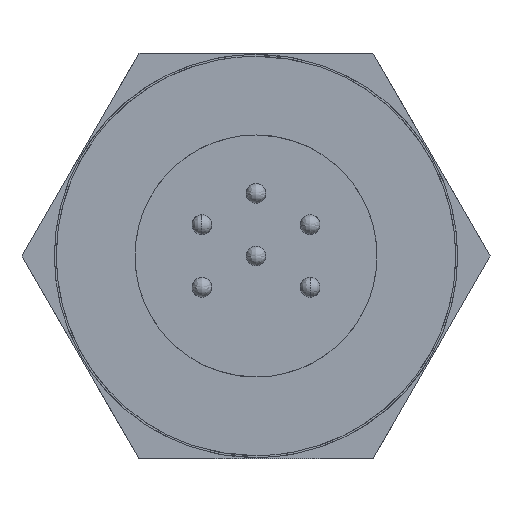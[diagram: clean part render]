
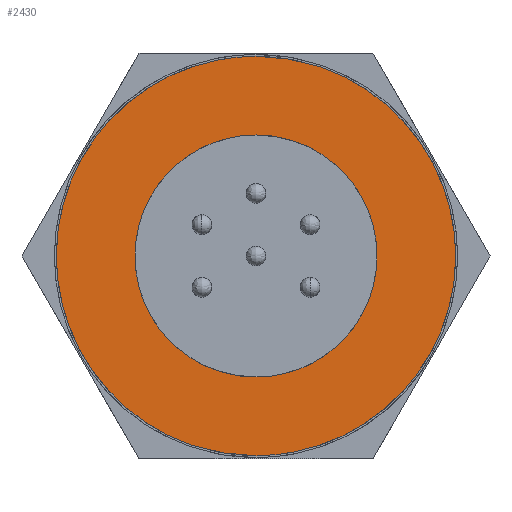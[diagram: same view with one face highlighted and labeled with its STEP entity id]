
A CAD part, left-side view. The second image highlights one B-rep face of the part: STEP entity #2430.
In plain terms, the highlighted planar face has unit normal (-1, 0, 0).
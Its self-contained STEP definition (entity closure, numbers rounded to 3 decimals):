
#113 = B_SPLINE_CURVE_WITH_KNOTS ( 'NONE', 3,
 ( #1385, #1437, #1380, #1375, #1374, #1370, #1368, #1364, #1359, #1358, #1355, #1354, #1350, #1347, #1341, #1338, #1332, #1328 ),
 .UNSPECIFIED., .F., .F.,
 ( 4, 2, 2, 2, 2, 2, 2, 2, 4 ),
 ( 0., 0.125, 0.25, 0.375, 0.5, 0.625, 0.75, 0.875, 1. ),
 .UNSPECIFIED. ) ;
#308 = CARTESIAN_POINT ( 'NONE',  ( 2.2, 0., -6.15 ) ) ;
#484 = CARTESIAN_POINT ( 'NONE',  ( 2.2, 0., -10.15 ) ) ;
#487 = ORIENTED_EDGE ( 'NONE', *, *, #1817, .F. ) ;
#941 = EDGE_CURVE ( 'NONE', #4274, #2325, #2366, .T. ) ;
#1156 = FACE_BOUND ( 'NONE', #3789, .T. ) ;
#1169 = FACE_OUTER_BOUND ( 'NONE', #4232, .T. ) ;
#1325 = B_SPLINE_CURVE_WITH_KNOTS ( 'NONE', 3,
 ( #2361, #2354, #2349, #2345, #2342, #2335, #2333, #2328, #2326, #2321, #2316, #2312, #2309, #2302, #2297, #2295, #2294, #2289 ),
 .UNSPECIFIED., .F., .F.,
 ( 4, 2, 2, 2, 2, 2, 2, 2, 4 ),
 ( 0., 0.125, 0.25, 0.375, 0.5, 0.625, 0.75, 0.875, 1. ),
 .UNSPECIFIED. ) ;
#1328 = CARTESIAN_POINT ( 'NONE',  ( 2.2, 0., -6.15 ) ) ;
#1332 = CARTESIAN_POINT ( 'NONE',  ( 2.2, 0.805, -6.15 ) ) ;
#1338 = CARTESIAN_POINT ( 'NONE',  ( 2.2, 1.61, -5.99 ) ) ;
#1341 = CARTESIAN_POINT ( 'NONE',  ( 2.2, 3.097, -5.374 ) ) ;
#1347 = CARTESIAN_POINT ( 'NONE',  ( 2.2, 3.779, -4.918 ) ) ;
#1350 = CARTESIAN_POINT ( 'NONE',  ( 2.2, 4.918, -3.779 ) ) ;
#1354 = CARTESIAN_POINT ( 'NONE',  ( 2.2, 5.374, -3.097 ) ) ;
#1355 = CARTESIAN_POINT ( 'NONE',  ( 2.2, 5.99, -1.61 ) ) ;
#1358 = CARTESIAN_POINT ( 'NONE',  ( 2.2, 6.15, -0.805 ) ) ;
#1359 = CARTESIAN_POINT ( 'NONE',  ( 2.2, 6.15, 0.805 ) ) ;
#1364 = CARTESIAN_POINT ( 'NONE',  ( 2.2, 5.99, 1.61 ) ) ;
#1368 = CARTESIAN_POINT ( 'NONE',  ( 2.2, 5.374, 3.097 ) ) ;
#1370 = CARTESIAN_POINT ( 'NONE',  ( 2.2, 4.918, 3.779 ) ) ;
#1374 = CARTESIAN_POINT ( 'NONE',  ( 2.2, 3.779, 4.918 ) ) ;
#1375 = CARTESIAN_POINT ( 'NONE',  ( 2.2, 3.097, 5.374 ) ) ;
#1380 = CARTESIAN_POINT ( 'NONE',  ( 2.2, 1.61, 5.99 ) ) ;
#1385 = CARTESIAN_POINT ( 'NONE',  ( 2.2, 0., 6.15 ) ) ;
#1437 = CARTESIAN_POINT ( 'NONE',  ( 2.2, 0.805, 6.15 ) ) ;
#1817 = EDGE_CURVE ( 'NONE', #2901, #2525, #2889, .T. ) ;
#1937 = CARTESIAN_POINT ( 'NONE',  ( 2.2, 0., 6.15 ) ) ;
#1971 = ORIENTED_EDGE ( 'NONE', *, *, #941, .F. ) ;
#2016 = ORIENTED_EDGE ( 'NONE', *, *, #3691, .F. ) ;
#2183 = CARTESIAN_POINT ( 'NONE',  ( 2.2, -1.61, -5.99 ) ) ;
#2198 = CARTESIAN_POINT ( 'NONE',  ( 2.2, -0.805, -6.15 ) ) ;
#2211 = CARTESIAN_POINT ( 'NONE',  ( 2.2, 0., -6.15 ) ) ;
#2216 = CARTESIAN_POINT ( 'NONE',  ( 2.2, -3.097, -5.374 ) ) ;
#2218 = CARTESIAN_POINT ( 'NONE',  ( 2.2, -3.779, -4.918 ) ) ;
#2221 = CARTESIAN_POINT ( 'NONE',  ( 2.2, -4.918, -3.779 ) ) ;
#2229 = CARTESIAN_POINT ( 'NONE',  ( 2.2, -5.374, -3.097 ) ) ;
#2230 = CARTESIAN_POINT ( 'NONE',  ( 2.2, -5.99, -1.61 ) ) ;
#2235 = CARTESIAN_POINT ( 'NONE',  ( 2.2, -6.15, -0.805 ) ) ;
#2236 = CARTESIAN_POINT ( 'NONE',  ( 2.2, -6.15, 0.805 ) ) ;
#2241 = CARTESIAN_POINT ( 'NONE',  ( 2.2, -5.99, 1.61 ) ) ;
#2247 = CARTESIAN_POINT ( 'NONE',  ( 2.2, -5.374, 3.097 ) ) ;
#2249 = CARTESIAN_POINT ( 'NONE',  ( 2.2, -4.918, 3.779 ) ) ;
#2253 = CARTESIAN_POINT ( 'NONE',  ( 2.2, -3.779, 4.918 ) ) ;
#2255 = CARTESIAN_POINT ( 'NONE',  ( 2.2, -3.097, 5.374 ) ) ;
#2263 = CARTESIAN_POINT ( 'NONE',  ( 2.2, -1.61, 5.99 ) ) ;
#2276 = CARTESIAN_POINT ( 'NONE',  ( 2.2, -0.805, 6.15 ) ) ;
#2282 = CARTESIAN_POINT ( 'NONE',  ( 2.2, 0., 6.15 ) ) ;
#2289 = CARTESIAN_POINT ( 'NONE',  ( 2.2, 0., -10.15 ) ) ;
#2294 = CARTESIAN_POINT ( 'NONE',  ( 2.2, -1.329, -10.15 ) ) ;
#2295 = CARTESIAN_POINT ( 'NONE',  ( 2.2, -2.657, -9.886 ) ) ;
#2297 = CARTESIAN_POINT ( 'NONE',  ( 2.2, -5.112, -8.869 ) ) ;
#2302 = CARTESIAN_POINT ( 'NONE',  ( 2.2, -6.238, -8.117 ) ) ;
#2309 = CARTESIAN_POINT ( 'NONE',  ( 2.2, -8.117, -6.238 ) ) ;
#2312 = CARTESIAN_POINT ( 'NONE',  ( 2.2, -8.869, -5.112 ) ) ;
#2316 = CARTESIAN_POINT ( 'NONE',  ( 2.2, -9.886, -2.657 ) ) ;
#2321 = CARTESIAN_POINT ( 'NONE',  ( 2.2, -10.15, -1.329 ) ) ;
#2325 = VERTEX_POINT ( 'NONE', #1937 ) ;
#2326 = CARTESIAN_POINT ( 'NONE',  ( 2.2, -10.15, 1.329 ) ) ;
#2328 = CARTESIAN_POINT ( 'NONE',  ( 2.2, -9.886, 2.657 ) ) ;
#2333 = CARTESIAN_POINT ( 'NONE',  ( 2.2, -8.869, 5.112 ) ) ;
#2335 = CARTESIAN_POINT ( 'NONE',  ( 2.2, -8.117, 6.238 ) ) ;
#2342 = CARTESIAN_POINT ( 'NONE',  ( 2.2, -6.238, 8.117 ) ) ;
#2345 = CARTESIAN_POINT ( 'NONE',  ( 2.2, -5.112, 8.869 ) ) ;
#2349 = CARTESIAN_POINT ( 'NONE',  ( 2.2, -2.657, 9.886 ) ) ;
#2354 = CARTESIAN_POINT ( 'NONE',  ( 2.2, -1.329, 10.15 ) ) ;
#2361 = CARTESIAN_POINT ( 'NONE',  ( 2.2, 0., 10.15 ) ) ;
#2366 = B_SPLINE_CURVE_WITH_KNOTS ( 'NONE', 3,
 ( #2211, #2198, #2183, #2216, #2218, #2221, #2229, #2230, #2235, #2236, #2241, #2247, #2249, #2253, #2255, #2263, #2276, #2282 ),
 .UNSPECIFIED., .F., .F.,
 ( 4, 2, 2, 2, 2, 2, 2, 2, 4 ),
 ( 0., 0.125, 0.25, 0.375, 0.5, 0.625, 0.75, 0.875, 1. ),
 .UNSPECIFIED. ) ;
#2389 = AXIS2_PLACEMENT_3D ( 'NONE', #3775, #3790, #3793 ) ;
#2430 = ADVANCED_FACE ( 'NONE', ( #1169, #1156 ), #3744, .F. ) ;
#2525 = VERTEX_POINT ( 'NONE', #4181 ) ;
#2645 = CARTESIAN_POINT ( 'NONE',  ( 2.2, 2.657, -9.886 ) ) ;
#2855 = CARTESIAN_POINT ( 'NONE',  ( 2.2, 1.329, -10.15 ) ) ;
#2860 = CARTESIAN_POINT ( 'NONE',  ( 2.2, 0., -10.15 ) ) ;
#2867 = CARTESIAN_POINT ( 'NONE',  ( 2.2, 5.112, -8.869 ) ) ;
#2872 = CARTESIAN_POINT ( 'NONE',  ( 2.2, 6.238, -8.117 ) ) ;
#2874 = CARTESIAN_POINT ( 'NONE',  ( 2.2, 8.117, -6.238 ) ) ;
#2886 = CARTESIAN_POINT ( 'NONE',  ( 2.2, 8.869, -5.112 ) ) ;
#2887 = CARTESIAN_POINT ( 'NONE',  ( 2.2, 9.886, -2.657 ) ) ;
#2889 = B_SPLINE_CURVE_WITH_KNOTS ( 'NONE', 3,
 ( #2860, #2855, #2645, #2867, #2872, #2874, #2886, #2887, #2891, #2894, #2900, #2912, #2915, #2927, #2928, #2932, #2934, #2939 ),
 .UNSPECIFIED., .F., .F.,
 ( 4, 2, 2, 2, 2, 2, 2, 2, 4 ),
 ( 0., 0.125, 0.25, 0.375, 0.5, 0.625, 0.75, 0.875, 1. ),
 .UNSPECIFIED. ) ;
#2891 = CARTESIAN_POINT ( 'NONE',  ( 2.2, 10.15, -1.329 ) ) ;
#2894 = CARTESIAN_POINT ( 'NONE',  ( 2.2, 10.15, 1.329 ) ) ;
#2900 = CARTESIAN_POINT ( 'NONE',  ( 2.2, 9.886, 2.657 ) ) ;
#2901 = VERTEX_POINT ( 'NONE', #484 ) ;
#2912 = CARTESIAN_POINT ( 'NONE',  ( 2.2, 8.869, 5.112 ) ) ;
#2915 = CARTESIAN_POINT ( 'NONE',  ( 2.2, 8.117, 6.238 ) ) ;
#2927 = CARTESIAN_POINT ( 'NONE',  ( 2.2, 6.238, 8.117 ) ) ;
#2928 = CARTESIAN_POINT ( 'NONE',  ( 2.2, 5.112, 8.869 ) ) ;
#2932 = CARTESIAN_POINT ( 'NONE',  ( 2.2, 2.657, 9.886 ) ) ;
#2934 = CARTESIAN_POINT ( 'NONE',  ( 2.2, 1.329, 10.15 ) ) ;
#2939 = CARTESIAN_POINT ( 'NONE',  ( 2.2, 0., 10.15 ) ) ;
#2952 = ORIENTED_EDGE ( 'NONE', *, *, #4034, .F. ) ;
#3691 = EDGE_CURVE ( 'NONE', #2525, #2901, #1325, .T. ) ;
#3744 = PLANE ( 'NONE',  #2389 ) ;
#3775 = CARTESIAN_POINT ( 'NONE',  ( 2.2, 0., -6.15 ) ) ;
#3789 = EDGE_LOOP ( 'NONE', ( #1971, #2952 ) ) ;
#3790 = DIRECTION ( 'NONE',  ( 1., 0., 0. ) ) ;
#3793 = DIRECTION ( 'NONE',  ( 0., 0., -1. ) ) ;
#4034 = EDGE_CURVE ( 'NONE', #2325, #4274, #113, .T. ) ;
#4181 = CARTESIAN_POINT ( 'NONE',  ( 2.2, 0., 10.15 ) ) ;
#4232 = EDGE_LOOP ( 'NONE', ( #2016, #487 ) ) ;
#4274 = VERTEX_POINT ( 'NONE', #308 ) ;
